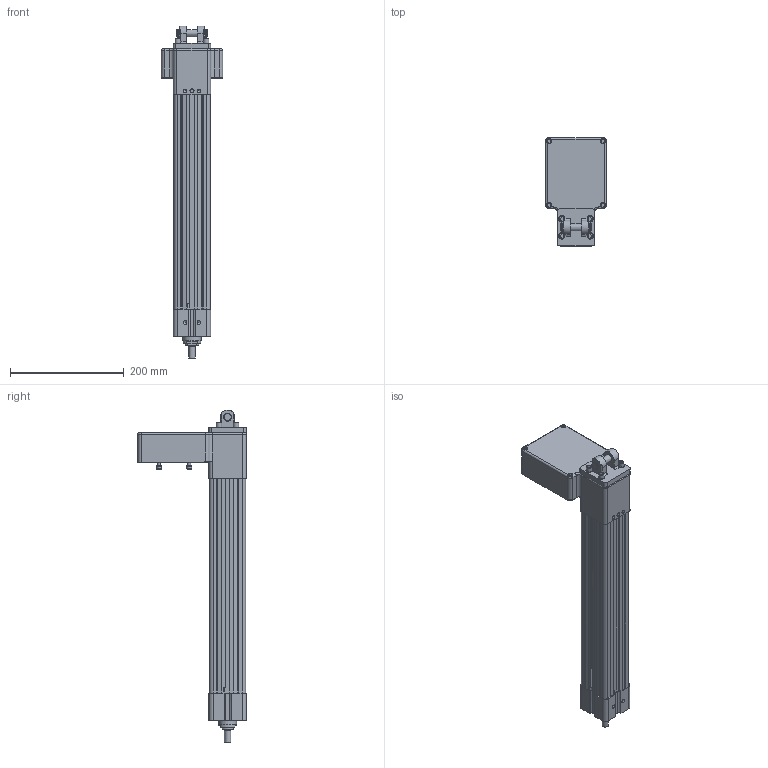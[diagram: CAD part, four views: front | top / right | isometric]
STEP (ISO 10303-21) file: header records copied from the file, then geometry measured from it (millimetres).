
FILE_DESCRIPTION (( 'STEP AP203' ), '1' );
FILE_NAME ('RS-492139-1.step', '2025-07-07T14:12:59', ( '' ), ( '' ), 'SwSTEP 2.0', 'SolidWorks 2024', '' );
FILE_SCHEMA (( 'CONFIG_CONTROL_DESIGN' ));
Length unit declared in the file: inch
Products named in the file (7): 11241057_RS-492139-1; tempJoin1_83169035_RS-492139-1; Base_RS-492139-1; RS-492139-1; tempJoin0_11329097_RS-492139-1; temp1_11321783_RS-492139-1_YMH-RP; tempJoin1_11329809_RS-492139-1
Assembly tree (6 placements, depth 2):
  RS-492139-1
    tempJoin1_11329809_RS-492139-1
    11241057_RS-492139-1
    tempJoin0_11329097_RS-492139-1
    temp1_11321783_RS-492139-1_YMH-RP
    tempJoin1_83169035_RS-492139-1
    Base_RS-492139-1
Bounding box: 107.95 x 190.88 x 584.3 mm (x, y, z)
Volume: 1939487 mm3; surface area: 432640.7 mm2
Topology: 16 solids, 34 shells, 995 faces, 2372 edges, 1534 vertices
Faces by surface type: plane 602, cylinder 299, cone 77, torus 16, bspline 1
Full cylindrical faces by diameter (mm): 3.967 x1, 4.2 x8, 4.826 x1, 4.978 x4, 5 x8, 5.105 x4, 5.382 x4, 5.486 x4, 5.61 x4, 6 x6, 6.147 x2, 6.35 x12, 6.477 x4, 6.528 x4, 7.112 x4, 7.14 x2, 7.925 x1, 8.331 x1, 8.5 x8, 8.572 x2, 9.144 x4, 9.525 x4, 9.754 x4, 9.921 x1, 10 x6, 10.16 x4, 10.668 x2, 11.1 x2, 11.112 x2, 11.176 x4
Entity records: 28424 total; most frequent: CARTESIAN_POINT 5376, DIRECTION 4810, ORIENTED_EDGE 4154, EDGE_CURVE 2077, AXIS2_PLACEMENT_3D 1810, VERTEX_POINT 1444, EDGE_LOOP 1349, LINE 1190
